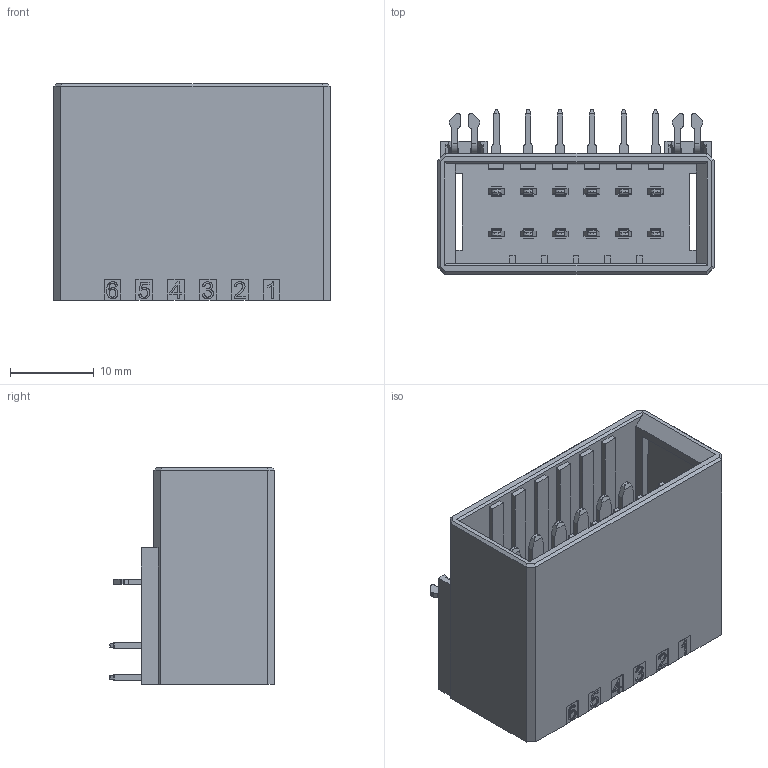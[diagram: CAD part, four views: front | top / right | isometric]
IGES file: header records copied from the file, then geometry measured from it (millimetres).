
Start section: ZWSOFT
Global section: file name: WD3810-2WR06XXBA10W.igs; native system: ZW3D; preprocessor: 1.0; author: ZW3D; organization: ZWSOFT; date: 231206.115441; units: millimetre
Bounding box: 33.05 x 19.73 x 25.91 mm (x, y, z)
Surface area: 9210 mm2 (no closed solid volume)
Topology: 0 solids, 0 shells, 1224 faces, 6762 edges, 6762 vertices
Faces by surface type: bspline 1224
